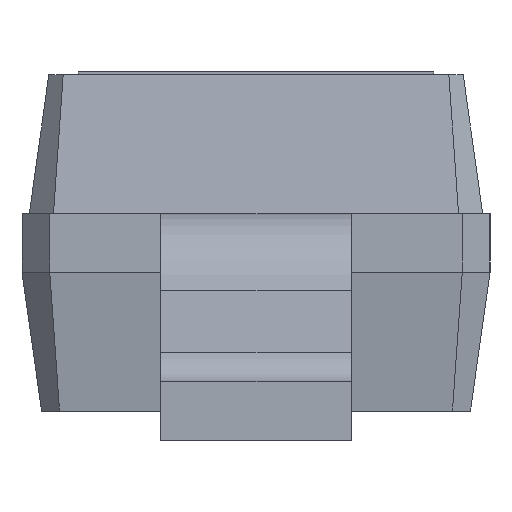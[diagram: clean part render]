
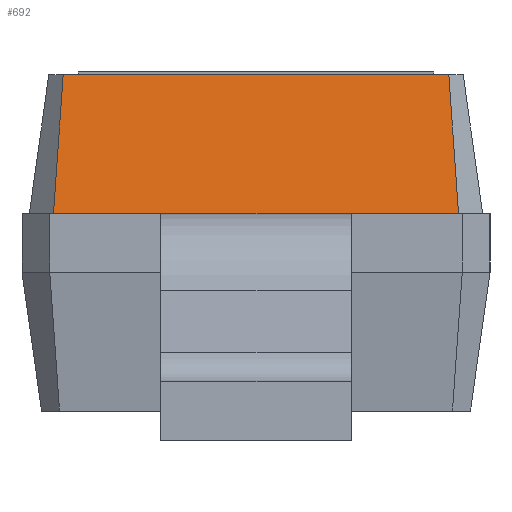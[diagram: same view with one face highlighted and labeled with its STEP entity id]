
A CAD part, left-side view. The second image highlights one B-rep face of the part: STEP entity #692.
In plain terms, the highlighted free-form (B-spline) face has degree [1, 1] with [2, 2] control points.
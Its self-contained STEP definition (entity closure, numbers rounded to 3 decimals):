
#27=VECTOR('',#28,1.);
#28=DIRECTION('',(0.,1.,0.));
#304=VERTEX_POINT('',#305);
#305=CARTESIAN_POINT('',(-1.35,-0.325,0.775));
#310=EDGE_CURVE('',#311,#304,#313,.T.);
#311=VERTEX_POINT('',#312);
#312=CARTESIAN_POINT('',(-1.35,-0.693,0.775));
#313=LINE('',#312,#27);
#484=VERTEX_POINT('',#485);
#485=CARTESIAN_POINT('',(-1.35,0.325,0.775));
#522=VERTEX_POINT('',#523);
#523=CARTESIAN_POINT('',(-1.35,0.693,0.775));
#526=EDGE_CURVE('',#484,#522,#313,.T.);
#683=EDGE_CURVE('',#311,#684,#686,.T.);
#684=VERTEX_POINT('',#685);
#685=CARTESIAN_POINT('',(-1.283,-0.659,1.25));
#686=B_SPLINE_CURVE_WITH_KNOTS('',1,(#312,#685),.UNSPECIFIED.,.F.,.F.,(2,2),(0.,1.),.PIECEWISE_BEZIER_KNOTS.);
#692=ADVANCED_FACE('',(#693),#708,.F.);
#693=FACE_BOUND('',#694,.F.);
#694=EDGE_LOOP('',(#695,#696,#698,#699,#704,#707));
#695=ORIENTED_EDGE('',*,*,#310,.T.);
#696=ORIENTED_EDGE('',*,*,#697,.T.);
#697=EDGE_CURVE('',#304,#484,#313,.T.);
#698=ORIENTED_EDGE('',*,*,#526,.T.);
#699=ORIENTED_EDGE('',*,*,#700,.T.);
#700=EDGE_CURVE('',#522,#701,#703,.T.);
#701=VERTEX_POINT('',#702);
#702=CARTESIAN_POINT('',(-1.283,0.659,1.25));
#703=B_SPLINE_CURVE_WITH_KNOTS('',1,(#523,#702),.UNSPECIFIED.,.F.,.F.,(2,2),(0.,1.),.PIECEWISE_BEZIER_KNOTS.);
#704=ORIENTED_EDGE('',*,*,#705,.F.);
#705=EDGE_CURVE('',#684,#701,#706,.T.);
#706=LINE('',#685,#27);
#707=ORIENTED_EDGE('',*,*,#683,.F.);
#708=B_SPLINE_SURFACE_WITH_KNOTS('',1,1,((#312,#685),(#523,#702)),.UNSPECIFIED.,.F.,.F.,.F.,(2,2),(2,2),(0.,1.385),(0.,1.),.PIECEWISE_BEZIER_KNOTS.);
